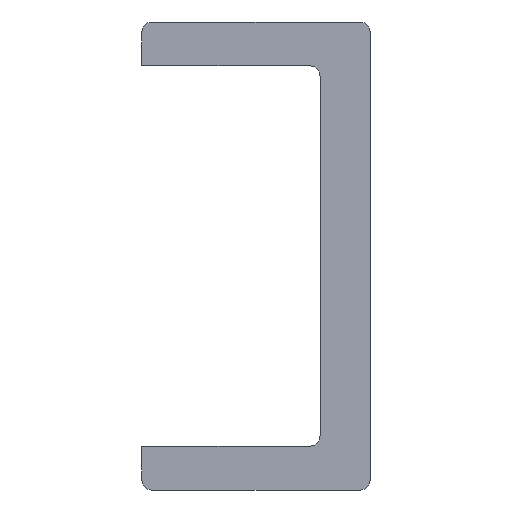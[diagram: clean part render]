
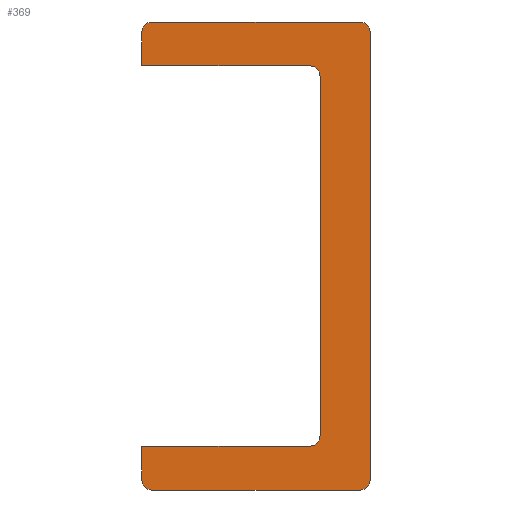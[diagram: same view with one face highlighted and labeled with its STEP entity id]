
A CAD part, front view. The second image highlights one B-rep face of the part: STEP entity #369.
In plain terms, the highlighted planar face has unit normal (0, -1, 0).
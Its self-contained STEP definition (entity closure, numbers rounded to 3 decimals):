
#369 = ADVANCED_FACE( '', ( #911 ), #912, .F. );
#911 = FACE_OUTER_BOUND( '', #1568, .T. );
#912 = PLANE( '', #1569 );
#1568 = EDGE_LOOP( '', ( #2453, #2454, #2455, #2456, #2457, #2458, #2459, #2460, #2461, #2462, #2463, #2464, #2465, #2466 ) );
#1569 = AXIS2_PLACEMENT_3D( '', #2467, #2468, #2469 );
#2453 = ORIENTED_EDGE( '', *, *, #2921, .F. );
#2454 = ORIENTED_EDGE( '', *, *, #3011, .T. );
#2455 = ORIENTED_EDGE( '', *, *, #2970, .F. );
#2456 = ORIENTED_EDGE( '', *, *, #3025, .T. );
#2457 = ORIENTED_EDGE( '', *, *, #2937, .F. );
#2458 = ORIENTED_EDGE( '', *, *, #3074, .F. );
#2459 = ORIENTED_EDGE( '', *, *, #3075, .F. );
#2460 = ORIENTED_EDGE( '', *, *, #3076, .F. );
#2461 = ORIENTED_EDGE( '', *, *, #3033, .F. );
#2462 = ORIENTED_EDGE( '', *, *, #3077, .F. );
#2463 = ORIENTED_EDGE( '', *, *, #3078, .F. );
#2464 = ORIENTED_EDGE( '', *, *, #3079, .T. );
#2465 = ORIENTED_EDGE( '', *, *, #3080, .F. );
#2466 = ORIENTED_EDGE( '', *, *, #2961, .T. );
#2467 = CARTESIAN_POINT( '', ( -10.5, 0., 21.5 ) );
#2468 = DIRECTION( '', ( 0., 1., 0. ) );
#2469 = DIRECTION( '', ( 0., 0., 1. ) );
#2921 = EDGE_CURVE( '', #3376, #3378, #3379, .T. );
#2937 = EDGE_CURVE( '', #3402, #3403, #3404, .T. );
#2961 = EDGE_CURVE( '', #3443, #3378, #3444, .F. );
#2970 = EDGE_CURVE( '', #3456, #3457, #3458, .T. );
#3011 = EDGE_CURVE( '', #3376, #3457, #3518, .F. );
#3025 = EDGE_CURVE( '', #3456, #3403, #3539, .F. );
#3033 = EDGE_CURVE( '', #3549, #3550, #3551, .T. );
#3074 = EDGE_CURVE( '', #3608, #3402, #3609, .T. );
#3075 = EDGE_CURVE( '', #3610, #3608, #3611, .T. );
#3076 = EDGE_CURVE( '', #3550, #3610, #3612, .T. );
#3077 = EDGE_CURVE( '', #3613, #3549, #3614, .T. );
#3078 = EDGE_CURVE( '', #3615, #3613, #3616, .T. );
#3079 = EDGE_CURVE( '', #3615, #3617, #3618, .F. );
#3080 = EDGE_CURVE( '', #3443, #3617, #3619, .T. );
#3376 = VERTEX_POINT( '', #3936 );
#3378 = VERTEX_POINT( '', #3939 );
#3379 = LINE( '', #3940, #3941 );
#3402 = VERTEX_POINT( '', #3965 );
#3403 = VERTEX_POINT( '', #3966 );
#3404 = LINE( '', #3967, #3968 );
#3443 = VERTEX_POINT( '', #4016 );
#3444 = CIRCLE( '', #4017, 0.9 );
#3456 = VERTEX_POINT( '', #4030 );
#3457 = VERTEX_POINT( '', #4031 );
#3458 = LINE( '', #4032, #4033 );
#3518 = CIRCLE( '', #4095, 0.9 );
#3539 = CIRCLE( '', #4116, 0.9 );
#3549 = VERTEX_POINT( '', #4126 );
#3550 = VERTEX_POINT( '', #4127 );
#3551 = CIRCLE( '', #4128, 1. );
#3608 = VERTEX_POINT( '', #4187 );
#3609 = LINE( '', #4188, #4189 );
#3610 = VERTEX_POINT( '', #4190 );
#3611 = CIRCLE( '', #4191, 1. );
#3612 = LINE( '', #4192, #4193 );
#3613 = VERTEX_POINT( '', #4194 );
#3614 = LINE( '', #4195, #4196 );
#3615 = VERTEX_POINT( '', #4197 );
#3616 = LINE( '', #4198, #4199 );
#3617 = VERTEX_POINT( '', #4200 );
#3618 = CIRCLE( '', #4201, 0.9 );
#3619 = LINE( '', #4202, #4203 );
#3936 = CARTESIAN_POINT( '', ( 10.5, 0., 20.6 ) );
#3939 = CARTESIAN_POINT( '', ( 10.5, 0., -20.6 ) );
#3940 = CARTESIAN_POINT( '', ( 10.5, 0., 21.5 ) );
#3941 = VECTOR( '', #4585, 1000. );
#3965 = CARTESIAN_POINT( '', ( -10.5, 0., 17.5 ) );
#3966 = CARTESIAN_POINT( '', ( -10.5, 0., 20.6 ) );
#3967 = CARTESIAN_POINT( '', ( -10.5, 0., -21.5 ) );
#3968 = VECTOR( '', #4608, 1000. );
#4016 = CARTESIAN_POINT( '', ( 9.6, 0., -21.5 ) );
#4017 = AXIS2_PLACEMENT_3D( '', #4645, #4646, #4647 );
#4030 = CARTESIAN_POINT( '', ( -9.6, 0., 21.5 ) );
#4031 = CARTESIAN_POINT( '', ( 9.6, 0., 21.5 ) );
#4032 = CARTESIAN_POINT( '', ( -10.5, 0., 21.5 ) );
#4033 = VECTOR( '', #4658, 1000. );
#4095 = AXIS2_PLACEMENT_3D( '', #4718, #4719, #4720 );
#4116 = AXIS2_PLACEMENT_3D( '', #4742, #4743, #4744 );
#4126 = CARTESIAN_POINT( '', ( 4.9, 0., -17.5 ) );
#4127 = CARTESIAN_POINT( '', ( 5.9, 0., -16.5 ) );
#4128 = AXIS2_PLACEMENT_3D( '', #4751, #4752, #4753 );
#4187 = CARTESIAN_POINT( '', ( 4.9, 0., 17.5 ) );
#4188 = CARTESIAN_POINT( '', ( 4.9, 0., 17.5 ) );
#4189 = VECTOR( '', #4804, 1000. );
#4190 = CARTESIAN_POINT( '', ( 5.9, 0., 16.5 ) );
#4191 = AXIS2_PLACEMENT_3D( '', #4805, #4806, #4807 );
#4192 = CARTESIAN_POINT( '', ( 5.9, 0., 16.5 ) );
#4193 = VECTOR( '', #4808, 1000. );
#4194 = CARTESIAN_POINT( '', ( -10.5, 0., -17.5 ) );
#4195 = CARTESIAN_POINT( '', ( 4.9, 0., -17.5 ) );
#4196 = VECTOR( '', #4809, 1000. );
#4197 = CARTESIAN_POINT( '', ( -10.5, 0., -20.6 ) );
#4198 = CARTESIAN_POINT( '', ( -10.5, 0., -21.5 ) );
#4199 = VECTOR( '', #4810, 1000. );
#4200 = CARTESIAN_POINT( '', ( -9.6, 0., -21.5 ) );
#4201 = AXIS2_PLACEMENT_3D( '', #4811, #4812, #4813 );
#4202 = CARTESIAN_POINT( '', ( 10.5, 0., -21.5 ) );
#4203 = VECTOR( '', #4814, 1000. );
#4585 = DIRECTION( '', ( 0., 0., -1. ) );
#4608 = DIRECTION( '', ( 0., 0., 1. ) );
#4645 = CARTESIAN_POINT( '', ( 9.6, 0., -20.6 ) );
#4646 = DIRECTION( '', ( 0., 1., 0. ) );
#4647 = DIRECTION( '', ( 0., 0., 1. ) );
#4658 = DIRECTION( '', ( 1., 0., 0. ) );
#4718 = CARTESIAN_POINT( '', ( 9.6, 0., 20.6 ) );
#4719 = DIRECTION( '', ( 0., 1., 0. ) );
#4720 = DIRECTION( '', ( 0., 0., 1. ) );
#4742 = CARTESIAN_POINT( '', ( -9.6, 0., 20.6 ) );
#4743 = DIRECTION( '', ( 0., 1., 0. ) );
#4744 = DIRECTION( '', ( 0., 0., 1. ) );
#4751 = CARTESIAN_POINT( '', ( 4.9, 0., -16.5 ) );
#4752 = DIRECTION( '', ( 0., -1., 0. ) );
#4753 = DIRECTION( '', ( -1., 0., 0. ) );
#4804 = DIRECTION( '', ( -1., 0., 0. ) );
#4805 = CARTESIAN_POINT( '', ( 4.9, 0., 16.5 ) );
#4806 = DIRECTION( '', ( 0., -1., 0. ) );
#4807 = DIRECTION( '', ( -1., 0., 0. ) );
#4808 = DIRECTION( '', ( 0., 0., 1. ) );
#4809 = DIRECTION( '', ( 1., 0., 0. ) );
#4810 = DIRECTION( '', ( 0., 0., 1. ) );
#4811 = CARTESIAN_POINT( '', ( -9.6, 0., -20.6 ) );
#4812 = DIRECTION( '', ( 0., 1., 0. ) );
#4813 = DIRECTION( '', ( 0., 0., 1. ) );
#4814 = DIRECTION( '', ( -1., 0., 0. ) );
